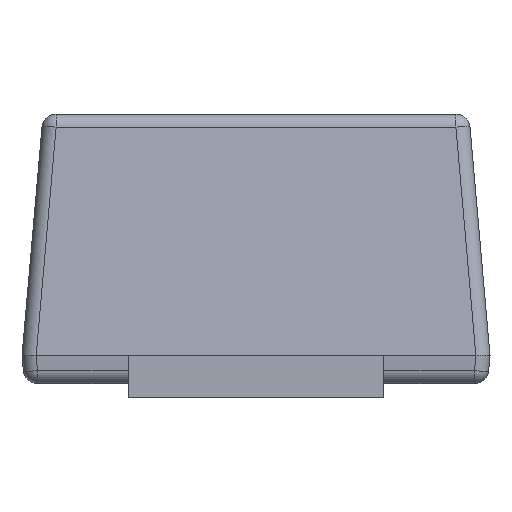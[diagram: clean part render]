
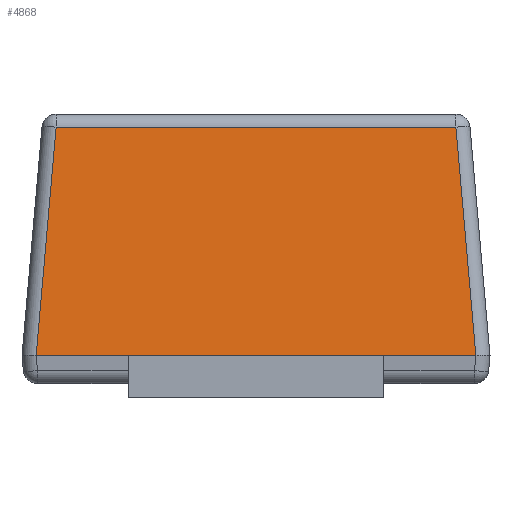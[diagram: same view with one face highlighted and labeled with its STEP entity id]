
A CAD part, left-side view. The second image highlights one B-rep face of the part: STEP entity #4868.
In plain terms, the highlighted planar face has unit normal (-0.996, 0, 0.087).
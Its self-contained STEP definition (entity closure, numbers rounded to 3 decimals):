
#8 = EDGE_CURVE ( 'NONE', #567, #5373, #5581, .T. ) ;
#33 = VECTOR ( 'NONE', #4478, 1000. ) ;
#58 = ORIENTED_EDGE ( 'NONE', *, *, #3348, .T. ) ;
#77 = AXIS2_PLACEMENT_3D ( 'NONE', #4896, #2741, #3577 ) ;
#109 = CARTESIAN_POINT ( 'NONE',  ( -1.35, -0.45, 0. ) ) ;
#285 = VECTOR ( 'NONE', #1498, 1000. ) ;
#414 = CARTESIAN_POINT ( 'NONE',  ( -1.35, 0.45, 0. ) ) ;
#425 = CARTESIAN_POINT ( 'NONE',  ( -1.35, 0.825, 0. ) ) ;
#464 = DIRECTION ( 'NONE',  ( 0., -1., 0. ) ) ;
#488 = EDGE_CURVE ( 'NONE', #1859, #3311, #3818, .T. ) ;
#567 = VERTEX_POINT ( 'NONE', #4103 ) ;
#645 = CARTESIAN_POINT ( 'NONE',  ( -1.28, 0.751, 0.804 ) ) ;
#842 = DIRECTION ( 'NONE',  ( 0., -1., 0. ) ) ;
#989 = ORIENTED_EDGE ( 'NONE', *, *, #3609, .T. ) ;
#1276 = DIRECTION ( 'NONE',  ( 0.087, 0.087, 0.992 ) ) ;
#1445 = VECTOR ( 'NONE', #4898, 1000. ) ;
#1498 = DIRECTION ( 'NONE',  ( 0., 1., 0. ) ) ;
#1859 = VERTEX_POINT ( 'NONE', #414 ) ;
#2189 = LINE ( 'NONE', #4316, #2605 ) ;
#2287 = PLANE ( 'NONE',  #77 ) ;
#2459 = EDGE_CURVE ( 'NONE', #3402, #1859, #2189, .T. ) ;
#2486 = ORIENTED_EDGE ( 'NONE', *, *, #8, .T. ) ;
#2605 = VECTOR ( 'NONE', #842, 1000. ) ;
#2741 = DIRECTION ( 'NONE',  ( -0.996, 0., 0.087 ) ) ;
#2755 = VECTOR ( 'NONE', #1276, 1000. ) ;
#2828 = VERTEX_POINT ( 'NONE', #3982 ) ;
#2869 = EDGE_LOOP ( 'NONE', ( #2486, #58, #4270, #4750, #989, #3228 ) ) ;
#3228 = ORIENTED_EDGE ( 'NONE', *, *, #4152, .T. ) ;
#3311 = VERTEX_POINT ( 'NONE', #109 ) ;
#3334 = LINE ( 'NONE', #3615, #1445 ) ;
#3348 = EDGE_CURVE ( 'NONE', #5373, #3402, #3334, .T. ) ;
#3402 = VERTEX_POINT ( 'NONE', #5395 ) ;
#3577 = DIRECTION ( 'NONE',  ( 0.087, 0., 0.996 ) ) ;
#3609 = EDGE_CURVE ( 'NONE', #3311, #2828, #4894, .T. ) ;
#3615 = CARTESIAN_POINT ( 'NONE',  ( -1.35, 0.776, -0.004 ) ) ;
#3818 = LINE ( 'NONE', #4945, #33 ) ;
#3961 = CARTESIAN_POINT ( 'NONE',  ( -1.338, -0.763, 0.138 ) ) ;
#3982 = CARTESIAN_POINT ( 'NONE',  ( -1.35, -0.775, 0. ) ) ;
#4103 = CARTESIAN_POINT ( 'NONE',  ( -1.28, -0.705, 0.804 ) ) ;
#4118 = CARTESIAN_POINT ( 'NONE',  ( -1.28, 0.705, 0.804 ) ) ;
#4126 = LINE ( 'NONE', #3961, #2755 ) ;
#4152 = EDGE_CURVE ( 'NONE', #2828, #567, #4126, .T. ) ;
#4270 = ORIENTED_EDGE ( 'NONE', *, *, #2459, .T. ) ;
#4316 = CARTESIAN_POINT ( 'NONE',  ( -1.35, 0.825, 0. ) ) ;
#4354 = VECTOR ( 'NONE', #464, 1000. ) ;
#4478 = DIRECTION ( 'NONE',  ( 0., -1., 0. ) ) ;
#4520 = FACE_OUTER_BOUND ( 'NONE', #2869, .T. ) ;
#4750 = ORIENTED_EDGE ( 'NONE', *, *, #488, .T. ) ;
#4868 = ADVANCED_FACE ( 'NONE', ( #4520 ), #2287, .T. ) ;
#4894 = LINE ( 'NONE', #425, #4354 ) ;
#4896 = CARTESIAN_POINT ( 'NONE',  ( -1.35, 0.825, 0. ) ) ;
#4898 = DIRECTION ( 'NONE',  ( -0.087, 0.087, -0.992 ) ) ;
#4945 = CARTESIAN_POINT ( 'NONE',  ( -1.35, 0.825, 0. ) ) ;
#5373 = VERTEX_POINT ( 'NONE', #4118 ) ;
#5395 = CARTESIAN_POINT ( 'NONE',  ( -1.35, 0.775, 0. ) ) ;
#5581 = LINE ( 'NONE', #645, #285 ) ;
